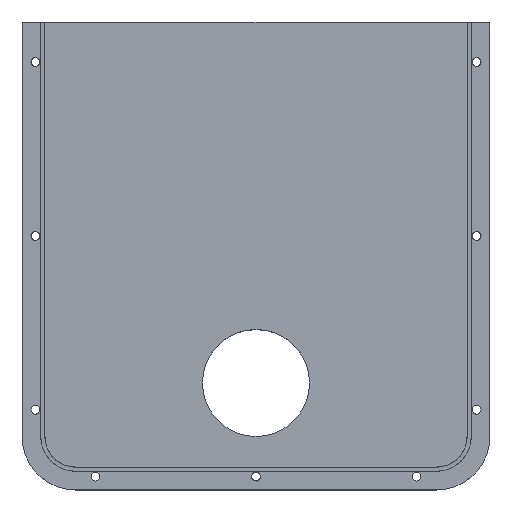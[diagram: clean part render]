
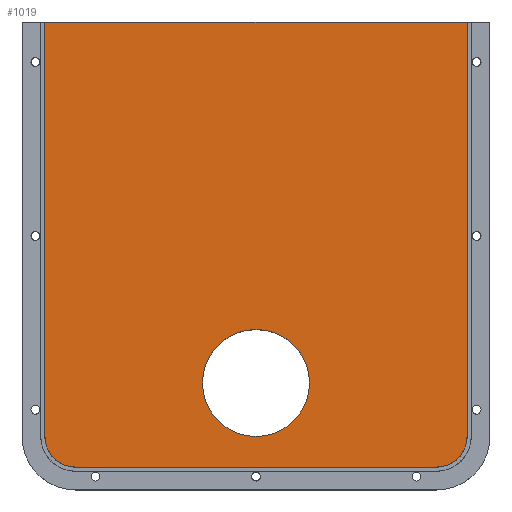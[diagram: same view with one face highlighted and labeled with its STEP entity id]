
A CAD part, top view. The second image highlights one B-rep face of the part: STEP entity #1019.
In plain terms, the highlighted planar face has unit normal (0, 0, 1).
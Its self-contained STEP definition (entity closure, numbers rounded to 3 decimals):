
#102 = VERTEX_POINT('',#103);
#103 = CARTESIAN_POINT('',(78.925,65.,65.));
#109 = EDGE_CURVE('',#102,#110,#112,.T.);
#110 = VERTEX_POINT('',#111);
#111 = CARTESIAN_POINT('',(-78.925,65.,65.));
#112 = LINE('',#113,#114);
#113 = CARTESIAN_POINT('',(87.5,65.,65.));
#114 = VECTOR('',#115,1.);
#115 = DIRECTION('',(-1.,0.,0.));
#1001 = EDGE_CURVE('',#110,#1002,#1004,.T.);
#1002 = VERTEX_POINT('',#1003);
#1003 = CARTESIAN_POINT('',(-78.925,-90.,65.));
#1004 = LINE('',#1005,#1006);
#1005 = CARTESIAN_POINT('',(-78.925,65.,65.));
#1006 = VECTOR('',#1007,1.);
#1007 = DIRECTION('',(0.,-1.,0.));
#1019 = ADVANCED_FACE('',(#1020,#1056),#1067,.T.);
#1020 = FACE_BOUND('',#1021,.T.);
#1021 = EDGE_LOOP('',(#1022,#1023,#1024,#1033,#1041,#1050));
#1022 = ORIENTED_EDGE('',*,*,#109,.T.);
#1023 = ORIENTED_EDGE('',*,*,#1001,.T.);
#1024 = ORIENTED_EDGE('',*,*,#1025,.T.);
#1025 = EDGE_CURVE('',#1002,#1026,#1028,.T.);
#1026 = VERTEX_POINT('',#1027);
#1027 = CARTESIAN_POINT('',(-67.5,-101.425,65.));
#1028 = CIRCLE('',#1029,11.425);
#1029 = AXIS2_PLACEMENT_3D('',#1030,#1031,#1032);
#1030 = CARTESIAN_POINT('',(-67.5,-90.,65.));
#1031 = DIRECTION('',(0.,-0.,1.));
#1032 = DIRECTION('',(1.,0.,0.));
#1033 = ORIENTED_EDGE('',*,*,#1034,.T.);
#1034 = EDGE_CURVE('',#1026,#1035,#1037,.T.);
#1035 = VERTEX_POINT('',#1036);
#1036 = CARTESIAN_POINT('',(67.5,-101.425,65.));
#1037 = LINE('',#1038,#1039);
#1038 = CARTESIAN_POINT('',(-67.5,-101.425,65.));
#1039 = VECTOR('',#1040,1.);
#1040 = DIRECTION('',(1.,0.,0.));
#1041 = ORIENTED_EDGE('',*,*,#1042,.T.);
#1042 = EDGE_CURVE('',#1035,#1043,#1045,.T.);
#1043 = VERTEX_POINT('',#1044);
#1044 = CARTESIAN_POINT('',(78.925,-90.,65.));
#1045 = CIRCLE('',#1046,11.425);
#1046 = AXIS2_PLACEMENT_3D('',#1047,#1048,#1049);
#1047 = CARTESIAN_POINT('',(67.5,-90.,65.));
#1048 = DIRECTION('',(0.,-0.,1.));
#1049 = DIRECTION('',(1.,0.,0.));
#1050 = ORIENTED_EDGE('',*,*,#1051,.T.);
#1051 = EDGE_CURVE('',#1043,#102,#1052,.T.);
#1052 = LINE('',#1053,#1054);
#1053 = CARTESIAN_POINT('',(78.925,-90.,65.));
#1054 = VECTOR('',#1055,1.);
#1055 = DIRECTION('',(0.,1.,0.));
#1056 = FACE_BOUND('',#1057,.T.);
#1057 = EDGE_LOOP('',(#1058));
#1058 = ORIENTED_EDGE('',*,*,#1059,.T.);
#1059 = EDGE_CURVE('',#1060,#1060,#1062,.T.);
#1060 = VERTEX_POINT('',#1061);
#1061 = CARTESIAN_POINT('',(20.,-70.,65.));
#1062 = CIRCLE('',#1063,20.);
#1063 = AXIS2_PLACEMENT_3D('',#1064,#1065,#1066);
#1064 = CARTESIAN_POINT('',(0.,-70.,65.));
#1065 = DIRECTION('',(0.,0.,-1.));
#1066 = DIRECTION('',(1.,0.,0.));
#1067 = PLANE('',#1068);
#1068 = AXIS2_PLACEMENT_3D('',#1069,#1070,#1071);
#1069 = CARTESIAN_POINT('',(0.,-20.104,65.));
#1070 = DIRECTION('',(0.,0.,1.));
#1071 = DIRECTION('',(1.,0.,0.));
